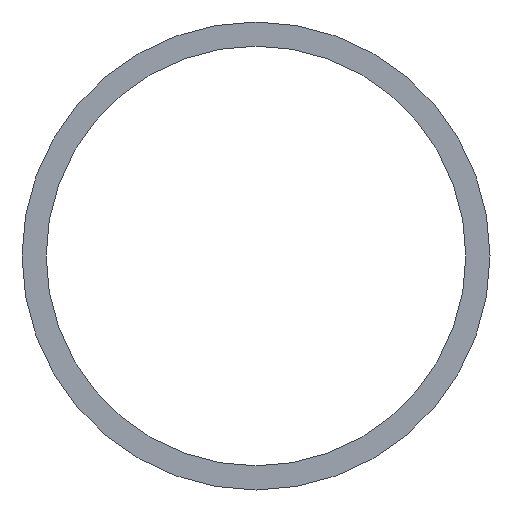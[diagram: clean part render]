
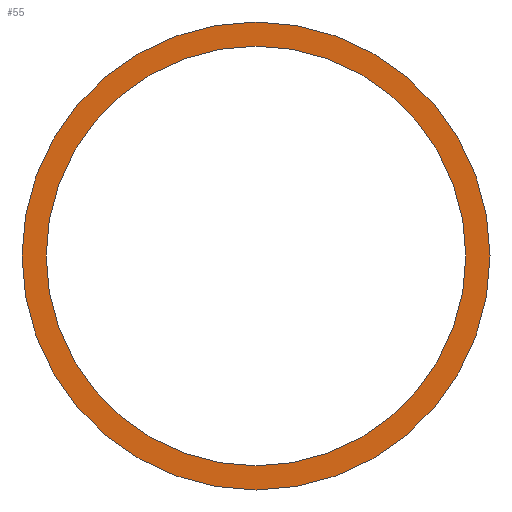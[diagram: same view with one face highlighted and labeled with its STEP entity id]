
A CAD part, front view. The second image highlights one B-rep face of the part: STEP entity #55.
In plain terms, the highlighted planar face has unit normal (0, -1, 0).
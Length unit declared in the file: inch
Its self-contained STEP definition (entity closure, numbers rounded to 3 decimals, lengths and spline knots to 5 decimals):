
#1 = DIRECTION ( 'NONE',  ( 0., 0., 1. ) ) ;
#2 = VERTEX_POINT ( 'NONE', #244 ) ;
#4 = DIRECTION ( 'NONE',  ( 0., 0., 1. ) ) ;
#5 = DIRECTION ( 'NONE',  ( 0., 1., 0. ) ) ;
#21 = CARTESIAN_POINT ( 'NONE',  ( 0., 0., 0. ) ) ;
#23 = CARTESIAN_POINT ( 'NONE',  ( 0., 0., 0.5575 ) ) ;
#30 = DIRECTION ( 'NONE',  ( 0., 0., 1. ) ) ;
#37 = DIRECTION ( 'NONE',  ( 0., 0., 1. ) ) ;
#40 = DIRECTION ( 'NONE',  ( 0., 1., 0. ) ) ;
#55 = ADVANCED_FACE ( 'NONE', ( #114, #183 ), #97, .F. ) ;
#56 = CARTESIAN_POINT ( 'NONE',  ( 0., 0., 0. ) ) ;
#59 = EDGE_CURVE ( 'NONE', #123, #143, #175, .T. ) ;
#67 = DIRECTION ( 'NONE',  ( 0., 1., 0. ) ) ;
#74 = ORIENTED_EDGE ( 'NONE', *, *, #209, .F. ) ;
#75 = CARTESIAN_POINT ( 'NONE',  ( 0., 0., -0.5 ) ) ;
#78 = DIRECTION ( 'NONE',  ( 0., 1., 0. ) ) ;
#79 = CARTESIAN_POINT ( 'NONE',  ( 0., 0., 0. ) ) ;
#85 = CARTESIAN_POINT ( 'NONE',  ( 0., 0., 0. ) ) ;
#97 = PLANE ( 'NONE',  #106 ) ;
#104 = CARTESIAN_POINT ( 'NONE',  ( 0., 0., 0. ) ) ;
#106 = AXIS2_PLACEMENT_3D ( 'NONE', #85, #67, #30 ) ;
#114 = FACE_OUTER_BOUND ( 'NONE', #125, .T. ) ;
#123 = VERTEX_POINT ( 'NONE', #23 ) ;
#125 = EDGE_LOOP ( 'NONE', ( #74, #134 ) ) ;
#134 = ORIENTED_EDGE ( 'NONE', *, *, #59, .F. ) ;
#143 = VERTEX_POINT ( 'NONE', #250 ) ;
#152 = ORIENTED_EDGE ( 'NONE', *, *, #200, .T. ) ;
#155 = VERTEX_POINT ( 'NONE', #75 ) ;
#167 = EDGE_LOOP ( 'NONE', ( #152, #170 ) ) ;
#170 = ORIENTED_EDGE ( 'NONE', *, *, #192, .T. ) ;
#175 = CIRCLE ( 'NONE', #221, 0.5575 ) ;
#183 = FACE_BOUND ( 'NONE', #167, .T. ) ;
#188 = DIRECTION ( 'NONE',  ( 0., 1., 0. ) ) ;
#192 = EDGE_CURVE ( 'NONE', #2, #155, #213, .T. ) ;
#195 = CIRCLE ( 'NONE', #246, 0.5 ) ;
#200 = EDGE_CURVE ( 'NONE', #155, #2, #195, .T. ) ;
#209 = EDGE_CURVE ( 'NONE', #143, #123, #217, .T. ) ;
#213 = CIRCLE ( 'NONE', #249, 0.5 ) ;
#217 = CIRCLE ( 'NONE', #243, 0.5575 ) ;
#221 = AXIS2_PLACEMENT_3D ( 'NONE', #104, #188, #235 ) ;
#235 = DIRECTION ( 'NONE',  ( 0., 0., 1. ) ) ;
#243 = AXIS2_PLACEMENT_3D ( 'NONE', #21, #5, #4 ) ;
#244 = CARTESIAN_POINT ( 'NONE',  ( 0., 0., 0.5 ) ) ;
#246 = AXIS2_PLACEMENT_3D ( 'NONE', #56, #40, #37 ) ;
#249 = AXIS2_PLACEMENT_3D ( 'NONE', #79, #78, #1 ) ;
#250 = CARTESIAN_POINT ( 'NONE',  ( 0., 0., -0.5575 ) ) ;
